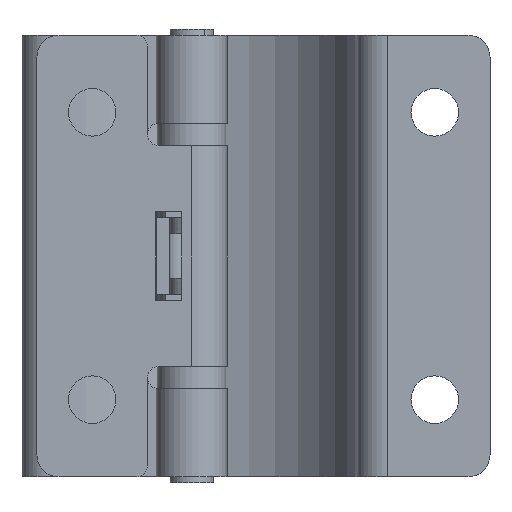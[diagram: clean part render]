
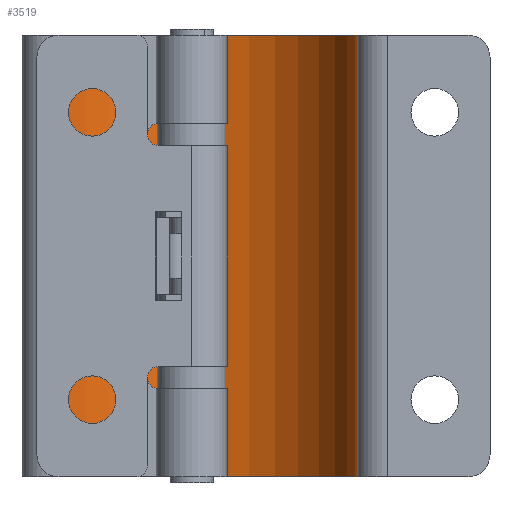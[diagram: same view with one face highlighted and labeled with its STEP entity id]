
A CAD part, front view. The second image highlights one B-rep face of the part: STEP entity #3519.
In plain terms, the highlighted cylindrical face has radius 15 mm (diameter 30 mm), a partial arc.
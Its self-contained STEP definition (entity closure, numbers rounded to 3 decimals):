
#335 = EDGE_CURVE ( 'NONE', #2067, #1560, #1107, .T. ) ;
#524 = VECTOR ( 'NONE', #1109, 1000. ) ;
#1107 = LINE ( 'NONE', #1108, #524 ) ;
#1108 = CARTESIAN_POINT ( 'NONE',  ( 15., 0., 20. ) ) ;
#1109 = DIRECTION ( 'NONE',  ( 0., 0., -1. ) ) ;
#1267 = CARTESIAN_POINT ( 'NONE',  ( 15., 0., -20. ) ) ;
#1409 = CARTESIAN_POINT ( 'NONE',  ( -14.062, 5.222, 20. ) ) ;
#1411 = CARTESIAN_POINT ( 'NONE',  ( -14.062, 5.222, -20. ) ) ;
#1426 = CARTESIAN_POINT ( 'NONE',  ( 15., 0., 20. ) ) ;
#1466 = LINE ( 'NONE', #1467, #2349 ) ;
#1467 = CARTESIAN_POINT ( 'NONE',  ( -14.062, 5.222, 20. ) ) ;
#1468 = DIRECTION ( 'NONE',  ( 0., 0., -1. ) ) ;
#1560 = VERTEX_POINT ( 'NONE', #1267 ) ;
#1858 = EDGE_LOOP ( 'NONE', ( #3694, #3695, #3693, #3697 ) ) ;
#2050 = VERTEX_POINT ( 'NONE', #1409 ) ;
#2052 = VERTEX_POINT ( 'NONE', #1411 ) ;
#2067 = VERTEX_POINT ( 'NONE', #1426 ) ;
#2178 = CIRCLE ( 'NONE', #2404, 15. ) ;
#2181 = CIRCLE ( 'NONE', #2415, 15. ) ;
#2349 = VECTOR ( 'NONE', #1468, 1000. ) ;
#2404 = AXIS2_PLACEMENT_3D ( 'NONE', #2713, #2714, #2715 ) ;
#2415 = AXIS2_PLACEMENT_3D ( 'NONE', #2731, #2738, #2739 ) ;
#2510 = FACE_OUTER_BOUND ( 'NONE', #1858, .T. ) ;
#2511 = AXIS2_PLACEMENT_3D ( 'NONE', #2918, #2919, #2920 ) ;
#2512 = CYLINDRICAL_SURFACE ( 'NONE', #2511, 15. ) ;
#2713 = CARTESIAN_POINT ( 'NONE',  ( 0., 0., -20. ) ) ;
#2714 = DIRECTION ( 'NONE',  ( 0., 0., -1. ) ) ;
#2715 = DIRECTION ( 'NONE',  ( 1., 0., 0. ) ) ;
#2731 = CARTESIAN_POINT ( 'NONE',  ( 0., 0., 20. ) ) ;
#2738 = DIRECTION ( 'NONE',  ( 0., 0., -1. ) ) ;
#2739 = DIRECTION ( 'NONE',  ( 1., 0., 0. ) ) ;
#2918 = CARTESIAN_POINT ( 'NONE',  ( 0., 0., 20. ) ) ;
#2919 = DIRECTION ( 'NONE',  ( 0., 0., -1. ) ) ;
#2920 = DIRECTION ( 'NONE',  ( -1., 0., 0. ) ) ;
#3398 = EDGE_CURVE ( 'NONE', #2050, #2052, #1466, .T. ) ;
#3453 = EDGE_CURVE ( 'NONE', #2052, #1560, #2178, .T. ) ;
#3461 = EDGE_CURVE ( 'NONE', #2050, #2067, #2181, .T. ) ;
#3519 = ADVANCED_FACE ( 'NONE', ( #2510 ), #2512, .F. ) ;
#3693 = ORIENTED_EDGE ( 'NONE', *, *, #3461, .F. ) ;
#3694 = ORIENTED_EDGE ( 'NONE', *, *, #3453, .T. ) ;
#3695 = ORIENTED_EDGE ( 'NONE', *, *, #335, .F. ) ;
#3697 = ORIENTED_EDGE ( 'NONE', *, *, #3398, .T. ) ;
